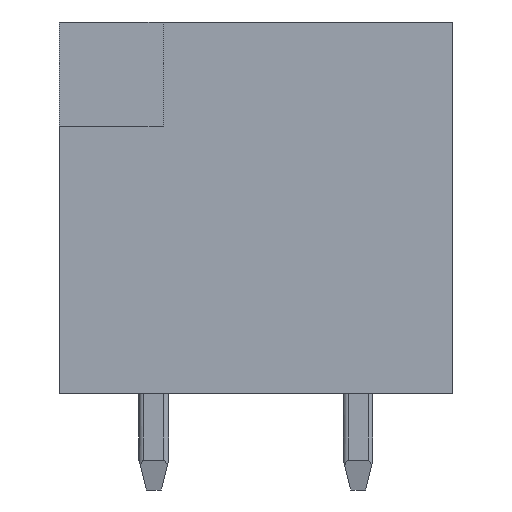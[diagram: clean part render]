
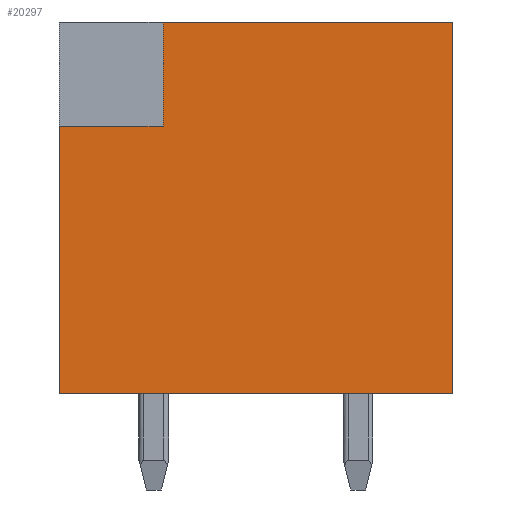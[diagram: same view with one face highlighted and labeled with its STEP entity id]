
A CAD part, left-side view. The second image highlights one B-rep face of the part: STEP entity #20297.
In plain terms, the highlighted planar face has unit normal (-1, 0, 0).
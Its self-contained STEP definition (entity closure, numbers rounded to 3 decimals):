
#9=DIRECTION('',(0.,1.,0.));
#10=VECTOR('',#9,10.6);
#11=CARTESIAN_POINT('',(-28.4,-5.3,-6.3));
#12=LINE('',#11,#10);
#1622=DIRECTION('',(0.,1.,0.));
#1623=VECTOR('',#1622,7.8);
#1624=CARTESIAN_POINT('',(-28.4,-5.3,3.7));
#1625=LINE('',#1624,#1623);
#7946=DIRECTION('',(0.,-1.,0.));
#7947=VECTOR('',#7946,2.8);
#7948=CARTESIAN_POINT('',(-28.4,5.3,0.9));
#7949=LINE('',#7948,#7947);
#7950=DIRECTION('',(0.,0.,-1.));
#7951=VECTOR('',#7950,2.8);
#7952=CARTESIAN_POINT('',(-28.4,2.5,3.7));
#7953=LINE('',#7952,#7951);
#7954=DIRECTION('',(0.,0.,-1.));
#7955=VECTOR('',#7954,10.);
#7956=CARTESIAN_POINT('',(-28.4,-5.3,3.7));
#7957=LINE('',#7956,#7955);
#7962=DIRECTION('',(0.,0.,-1.));
#7963=VECTOR('',#7962,7.2);
#7964=CARTESIAN_POINT('',(-28.4,5.3,0.9));
#7965=LINE('',#7964,#7963);
#10061=CARTESIAN_POINT('',(-28.4,-5.3,-6.3));
#10062=CARTESIAN_POINT('',(-28.4,5.3,-6.3));
#10063=VERTEX_POINT('',#10061);
#10064=VERTEX_POINT('',#10062);
#10065=CARTESIAN_POINT('',(-28.4,-5.3,3.7));
#10066=VERTEX_POINT('',#10065);
#10101=CARTESIAN_POINT('',(-28.4,2.5,0.9));
#10102=VERTEX_POINT('',#10101);
#10105=CARTESIAN_POINT('',(-28.4,5.3,0.9));
#10106=VERTEX_POINT('',#10105);
#10109=CARTESIAN_POINT('',(-28.4,2.5,3.7));
#10110=VERTEX_POINT('',#10109);
#20283=CARTESIAN_POINT('',(-28.4,-5.3,3.7));
#20284=DIRECTION('',(1.,0.,0.));
#20285=DIRECTION('',(0.,1.,0.));
#20286=AXIS2_PLACEMENT_3D('',#20283,#20284,#20285);
#20287=PLANE('',#20286);
#20288=ORIENTED_EDGE('',*,*,#20263,.T.);
#20289=ORIENTED_EDGE('',*,*,#20278,.F.);
#20290=ORIENTED_EDGE('',*,*,#11506,.F.);
#20291=ORIENTED_EDGE('',*,*,#10118,.T.);
#20292=ORIENTED_EDGE('',*,*,#10134,.T.);
#20294=ORIENTED_EDGE('',*,*,#20293,.F.);
#20295=EDGE_LOOP('',(#20288,#20289,#20290,#20291,#20292,#20294));
#20296=FACE_OUTER_BOUND('',#20295,.F.);
#20297=ADVANCED_FACE('',(#20296),#20287,.F.);
#10118=EDGE_CURVE('',#10066,#10063,#7957,.T.);
#10134=EDGE_CURVE('',#10063,#10064,#12,.T.);
#11506=EDGE_CURVE('',#10066,#10110,#1625,.T.);
#20263=EDGE_CURVE('',#10106,#10102,#7949,.T.);
#20278=EDGE_CURVE('',#10110,#10102,#7953,.T.);
#20293=EDGE_CURVE('',#10106,#10064,#7965,.T.);
